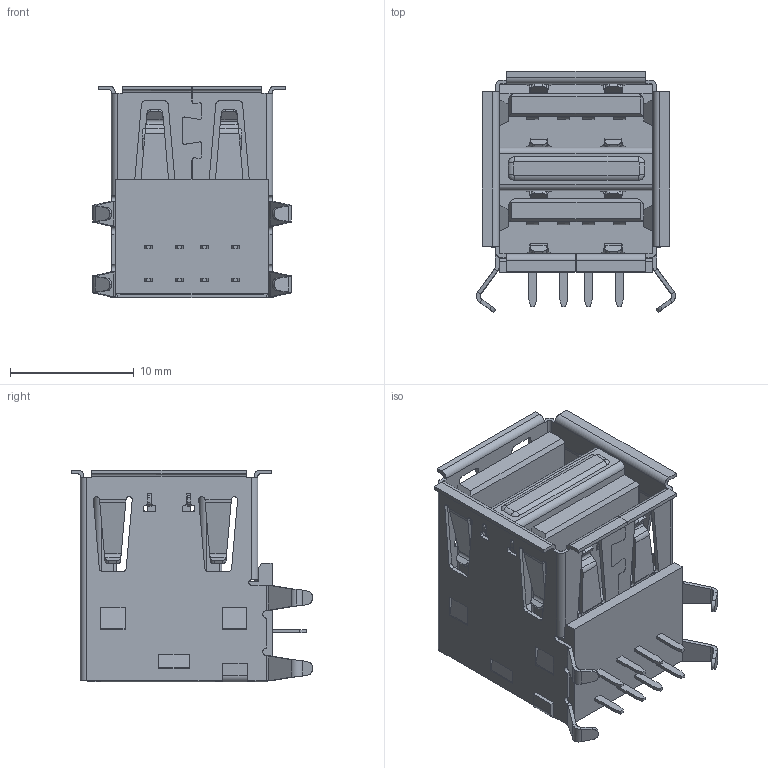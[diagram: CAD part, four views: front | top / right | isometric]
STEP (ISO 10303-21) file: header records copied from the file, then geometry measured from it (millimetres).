
FILE_DESCRIPTION (( 'STEP AP214' ), '1' );
FILE_NAME ('CUI_DEVICES_UJ2-ADH-W1-TH.step', '2019-10-22T13:43:54', ( '' ), ( '' ), 'SwSTEP 2.0', 'SolidWorks 2019', '' );
FILE_SCHEMA (( 'AUTOMOTIVE_DESIGN' ));
Length unit declared in the file: inch
Products named in the file (1): CUI_DEVICES_UJ2-ADH-W1-TH
Bounding box: 16.05 x 19.42 x 17.09 mm (x, y, z)
Volume: 2453.1 mm3; surface area: 3730.8 mm2
Topology: 1 solids, 1 shells, 966 faces, 2660 edges, 1678 vertices
Faces by surface type: plane 550, cylinder 324, bspline 89, torus 3
Entity records: 34772 total; most frequent: CARTESIAN_POINT 10508, ORIENTED_EDGE 5320, DIRECTION 3828, EDGE_CURVE 2660, LINE 1864, VECTOR 1864, VERTEX_POINT 1678, EDGE_LOOP 1060
